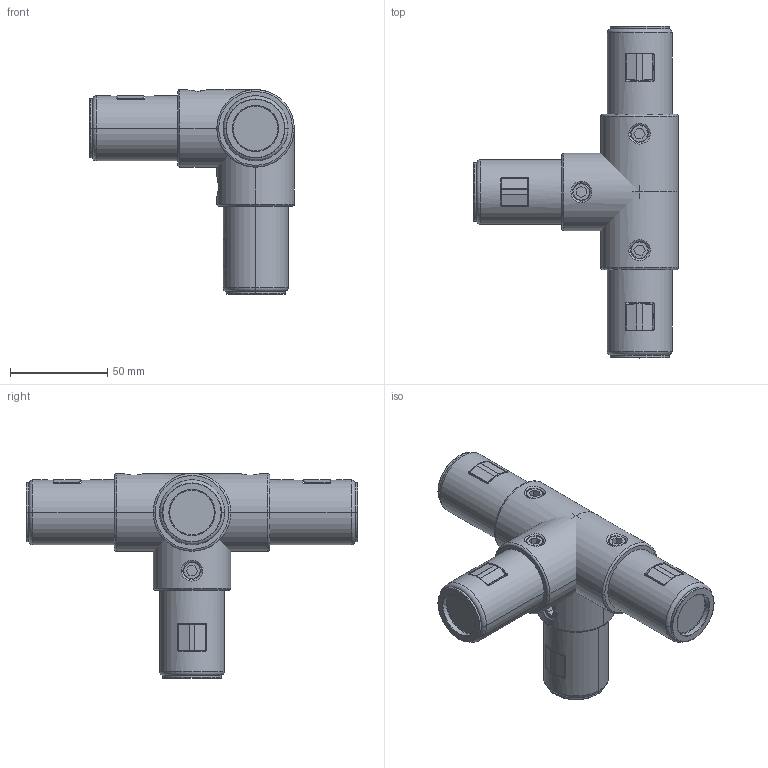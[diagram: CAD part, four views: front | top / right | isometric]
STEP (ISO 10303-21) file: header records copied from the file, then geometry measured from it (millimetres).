
FILE_DESCRIPTION (( 'STEP AP214' ), '1' );
FILE_NAME ('SNSK.17.00.41. L-Êîííåêòîð 45 ãðàä.Ïðàâûé.V36.STEP', '2018-10-25T13:39:45', ( '' ), ( '' ), 'SwSTEP 2.0', 'SolidWorks 2018', '' );
FILE_SCHEMA (( 'AUTOMOTIVE_DESIGN' ));
Length unit declared in the file: millimetre
Products named in the file (5): SNSK.17.00.02. 暑眄弪铕.V36_撫狅 啷ъ; socket set screw cone point_din_DIN 914 - M10 x 12-N; SNSK.17.00.00. Çàêëóøêà äëÿ êîííåêòîðîâ ëåñòíè÷íûå ñèñòåìûV36; SNSK.17.00.01.婰膲僗闉V36; SNSK.17.00.41. L-Êîííåêòîð 45 ãðàä.Ïðàâûé.V36
Assembly tree (13 placements, depth 2):
  SNSK.17.00.41. L-Êîííåêòîð 45 ãðàä.Ïðàâûé.V36
    SNSK.17.00.02. 暑眄弪铕.V36_撫狅 啷ъ
    SNSK.17.00.00. Çàêëóøêà äëÿ êîííåêòîðîâ ëåñòíè÷íûå ñèñòåìûV36  x4
    SNSK.17.00.01.婰膲僗闉V36  x4
    socket set screw cone point_din_DIN 914 - M10 x 12-N  x4
Bounding box: 105.5 x 171 x 105.5 mm (x, y, z)
Volume: 294055.6 mm3; surface area: 83681.5 mm2
Topology: 16 solids, 16 shells, 789 faces, 1770 edges, 939 vertices
Faces by surface type: cylinder 308, plane 175, sphere 118, torus 108, bspline 64, cone 16
Entity records: 14751 total; most frequent: CARTESIAN_POINT 8196, DIRECTION 1373, ORIENTED_EDGE 1244, EDGE_CURVE 622, AXIS2_PLACEMENT_3D 574, VERTEX_POINT 366, EDGE_LOOP 316, CIRCLE 295
